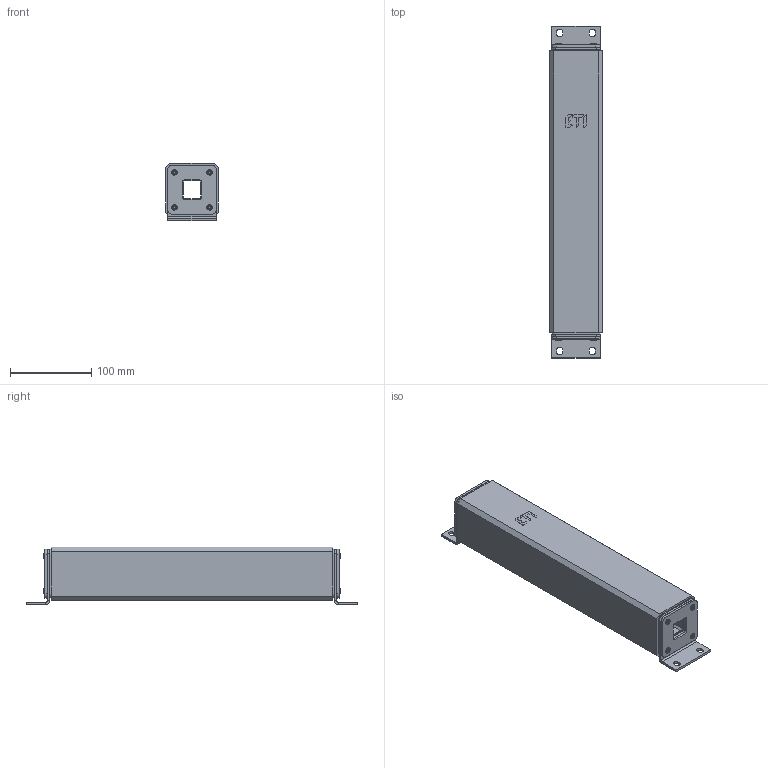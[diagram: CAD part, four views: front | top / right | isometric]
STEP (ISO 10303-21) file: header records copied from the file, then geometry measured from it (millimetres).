
FILE_DESCRIPTION((''),'2;1');
FILE_NAME('004735606_S2_394_100A_4000V_DC_ASM','2022-08-23T13:44:18',('klemen.sitar'),('Audax d.o.o.'),'CREO PARAMETRIC BY PTC INC, 2021304','CREO PARAMETRIC BY PTC INC, 2021304','');
FILE_SCHEMA(('AP242_MANAGED_MODEL_BASED_3D_ENGINEERING_MIM_LF { 1 0 10303 442 1 1 4 }'));
Length unit declared in the file: millimetre
Products named in the file (9): 0000038548_1; 0000038556_1; 0000038554_1; 0000050876_1; 0000038550_1; 0000038552_1; 0000011599_1; 0000043213_1; 004735606_S2_394_100A_4000V_DC_ASM
Assembly tree (19 placements, depth 2):
  004735606_S2_394_100A_4000V_DC_ASM
    0000038548_1
    0000038556_1
    0000038554_1
    0000050876_1  x2
    0000038550_1
    0000038552_1
    0000011599_1  x4
    0000043213_1  x8
Bounding box: 65 x 407.4 x 70.5 mm (x, y, z)
Volume: 962080.4 mm3; surface area: 275054.7 mm2
Topology: 19 solids, 27 shells, 1017 faces, 2846 edges, 1866 vertices
Faces by surface type: cylinder 516, plane 245, bspline 120, torus 56, cone 48, sphere 16, extrusion 16
Entity records: 26130 total; most frequent: CARTESIAN_POINT 7213, DIRECTION 2548, ORIENTED_EDGE 2446, EDGE_CURVE 1239, AXIS2_PLACEMENT_3D 934, VERTEX_POINT 826, PRESENTATION_STYLE_ASSIGNMENT 822, STYLED_ITEM 771
